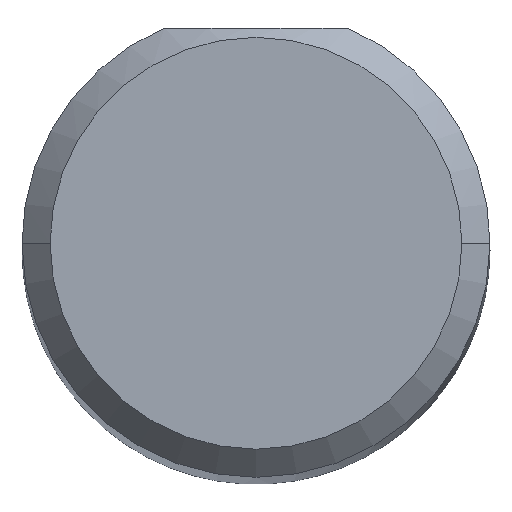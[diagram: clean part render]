
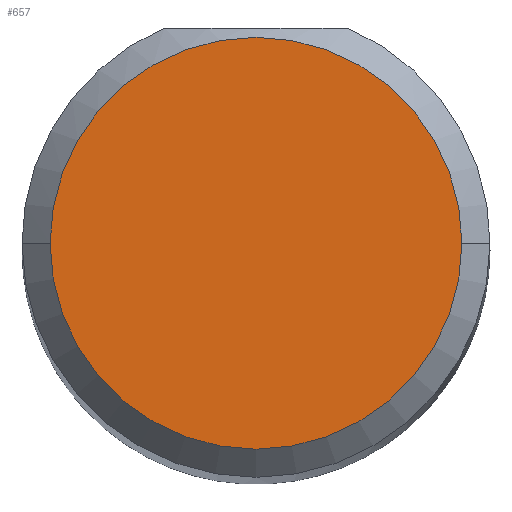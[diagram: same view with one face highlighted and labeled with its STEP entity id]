
A CAD part, top view. The second image highlights one B-rep face of the part: STEP entity #657.
In plain terms, the highlighted planar face has unit normal (0, 0, 1).
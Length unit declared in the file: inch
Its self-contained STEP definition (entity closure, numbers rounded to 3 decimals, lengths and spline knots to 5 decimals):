
#27 = CIRCLE ( 'NONE', #170, 0.11 ) ;
#55 = DIRECTION ( 'NONE',  ( 1., 0., 0. ) ) ;
#64 = CIRCLE ( 'NONE', #614, 0.11 ) ;
#83 = CARTESIAN_POINT ( 'NONE',  ( -0.11, 0., 2.5 ) ) ;
#158 = DIRECTION ( 'NONE',  ( 0., 0., 1. ) ) ;
#159 = PLANE ( 'NONE',  #626 ) ;
#170 = AXIS2_PLACEMENT_3D ( 'NONE', #581, #414, #659 ) ;
#310 = EDGE_CURVE ( 'NONE', #700, #325, #27, .T. ) ;
#325 = VERTEX_POINT ( 'NONE', #466 ) ;
#353 = DIRECTION ( 'NONE',  ( 1., 0., 0. ) ) ;
#400 = ORIENTED_EDGE ( 'NONE', *, *, #310, .T. ) ;
#402 = CARTESIAN_POINT ( 'NONE',  ( 0., 0., 2.5 ) ) ;
#414 = DIRECTION ( 'NONE',  ( 0., 0., 1. ) ) ;
#438 = EDGE_LOOP ( 'NONE', ( #400, #583 ) ) ;
#466 = CARTESIAN_POINT ( 'NONE',  ( 0.11, 0., 2.5 ) ) ;
#554 = CARTESIAN_POINT ( 'NONE',  ( 0., 0., 2.5 ) ) ;
#577 = DIRECTION ( 'NONE',  ( 0., 0., 1. ) ) ;
#581 = CARTESIAN_POINT ( 'NONE',  ( 0., 0., 2.5 ) ) ;
#583 = ORIENTED_EDGE ( 'NONE', *, *, #749, .T. ) ;
#614 = AXIS2_PLACEMENT_3D ( 'NONE', #554, #158, #353 ) ;
#626 = AXIS2_PLACEMENT_3D ( 'NONE', #402, #577, #55 ) ;
#657 = ADVANCED_FACE ( 'NONE', ( #691 ), #159, .T. ) ;
#659 = DIRECTION ( 'NONE',  ( 1., 0., 0. ) ) ;
#691 = FACE_OUTER_BOUND ( 'NONE', #438, .T. ) ;
#700 = VERTEX_POINT ( 'NONE', #83 ) ;
#749 = EDGE_CURVE ( 'NONE', #325, #700, #64, .T. ) ;
